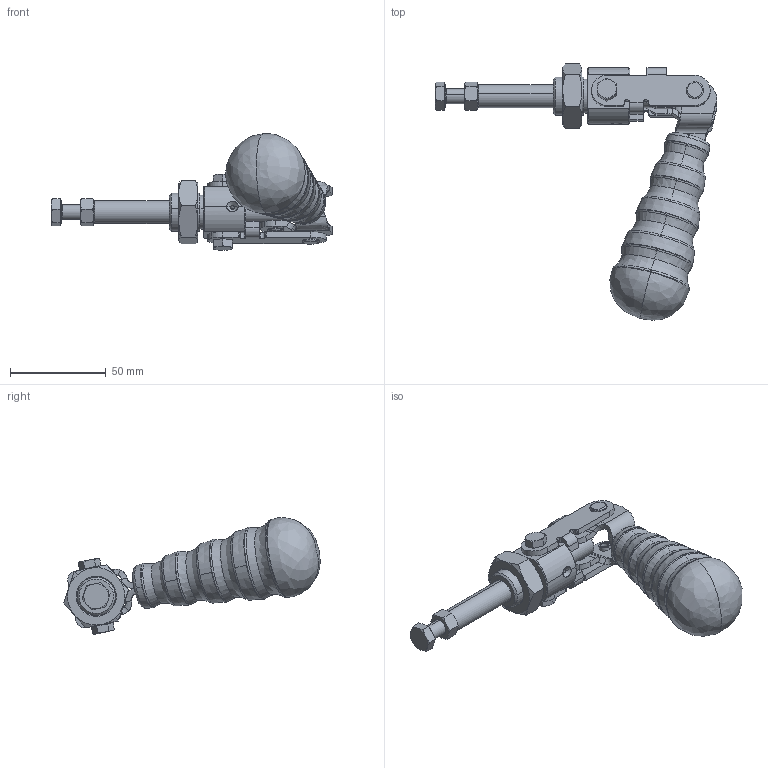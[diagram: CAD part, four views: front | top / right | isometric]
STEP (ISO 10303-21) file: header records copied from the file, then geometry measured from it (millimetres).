
FILE_DESCRIPTION((''),'2;1');
FILE_NAME('361.stp','2005-09-01T11:34:27',('CAD'),(''),'Autodesk Inventor 8','Autodesk Inventor 8','');
FILE_SCHEMA(('AUTOMOTIVE_DESIGN { 1 0 10303 214 1 1 1 1 }'));
Length unit declared in the file: millimetre
Products named in the file (1): Part23
Bounding box: 146.99 x 134.02 x 61.01 mm (x, y, z)
Volume: 122642.1 mm3; surface area: 33310.4 mm2
Topology: 1 solids, 7 shells, 437 faces, 1098 edges, 678 vertices
Faces by surface type: plane 119, cone 96, bspline 95, cylinder 95, torus 32
Entity records: 16094 total; most frequent: CARTESIAN_POINT 5995, ORIENTED_EDGE 2176, DIRECTION 2094, EDGE_CURVE 1088, AXIS2_PLACEMENT_3D 814, VERTEX_POINT 678, CIRCLE 471, EDGE_LOOP 466
